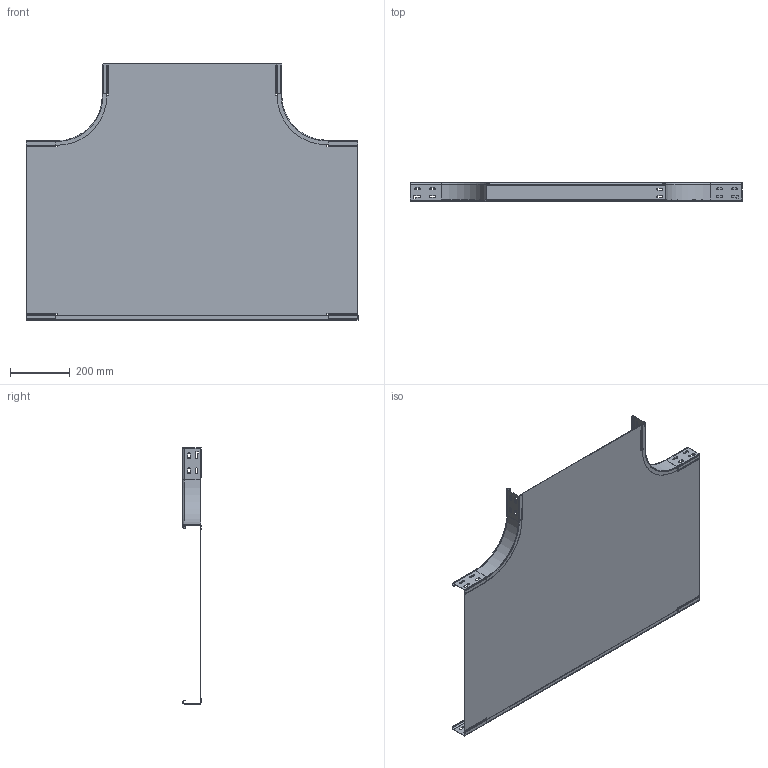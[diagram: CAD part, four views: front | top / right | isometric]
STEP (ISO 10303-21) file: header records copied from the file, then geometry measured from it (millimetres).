
FILE_DESCRIPTION((''),'2;1');
FILE_NAME('7003439_ASM','2013-02-04T',('AndreasKeweloh'),(''),'PRO/ENGINEER BY PARAMETRIC TECHNOLOGY CORPORATION, 2012360','PRO/ENGINEER BY PARAMETRIC TECHNOLOGY CORPORATION, 2012360','');
FILE_SCHEMA(('CONFIG_CONTROL_DESIGN'));
Length unit declared in the file: millimetre
Products named in the file (4): 7003439_BODEN; 7003439_HOLM_BOGEN; 7003439_HOLM; 7003439_ASM
Assembly tree (4 placements, depth 2):
  7003439_ASM
    7003439_BODEN
    7003439_HOLM_BOGEN  x2
    7003439_HOLM
Bounding box: 1110 x 62 x 855.96 mm (x, y, z)
Volume: 1450120.8 mm3; surface area: 2004511.5 mm2
Topology: 4 solids, 4 shells, 323 faces, 909 edges, 594 vertices
Faces by surface type: plane 168, cylinder 143, torus 8, bspline 4
Entity records: 7986 total; most frequent: CARTESIAN_POINT 1450, DIRECTION 1370, ORIENTED_EDGE 1344, EDGE_CURVE 672, VECTOR 462, LINE 462, AXIS2_PLACEMENT_3D 454, VERTEX_POINT 438
